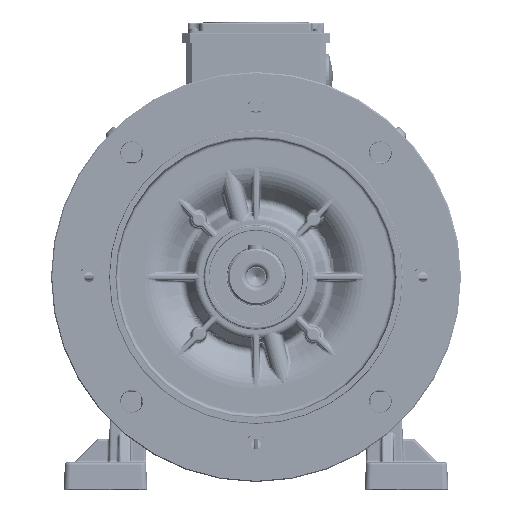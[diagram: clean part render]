
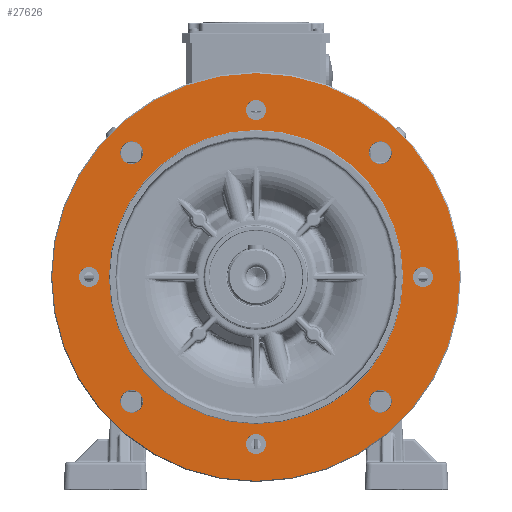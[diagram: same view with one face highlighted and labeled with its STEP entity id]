
A CAD part, top view. The second image highlights one B-rep face of the part: STEP entity #27626.
In plain terms, the highlighted planar face has unit normal (0, 0, 1).
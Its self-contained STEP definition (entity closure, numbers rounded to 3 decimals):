
#10774=FACE_BOUND('',#45292,.T.);
#10775=FACE_BOUND('',#45293,.T.);
#10776=FACE_BOUND('',#45294,.T.);
#10777=FACE_BOUND('',#45295,.T.);
#10778=FACE_BOUND('',#45296,.T.);
#10779=FACE_BOUND('',#45297,.T.);
#10780=FACE_BOUND('',#45298,.T.);
#10781=FACE_BOUND('',#45299,.T.);
#10782=FACE_BOUND('',#45300,.T.);
#10783=FACE_BOUND('',#45301,.T.);
#14726=CIRCLE('',#164102,8.5);
#14729=CIRCLE('',#164107,8.5);
#14731=CIRCLE('',#164111,125.5);
#14732=CIRCLE('',#164113,9.704);
#14733=CIRCLE('',#164114,9.704);
#14734=CIRCLE('',#164115,9.704);
#14735=CIRCLE('',#164116,9.704);
#14736=CIRCLE('',#164117,8.5);
#14737=CIRCLE('',#164118,8.5);
#14738=CIRCLE('',#164119,173.965);
#27626=ADVANCED_FACE('',(#10774,#10775,#10776,#10777,#10778,#10779,#10780,
#10781,#10782,#10783),#30591,.T.);
#30591=PLANE('',#164120);
#45292=EDGE_LOOP('',(#95574));
#45293=EDGE_LOOP('',(#95575));
#45294=EDGE_LOOP('',(#95576));
#45295=EDGE_LOOP('',(#95577));
#45296=EDGE_LOOP('',(#95578));
#45297=EDGE_LOOP('',(#95579));
#45298=EDGE_LOOP('',(#95580));
#45299=EDGE_LOOP('',(#95581));
#45300=EDGE_LOOP('',(#95582));
#45301=EDGE_LOOP('',(#95583));
#95574=ORIENTED_EDGE('',*,*,#139990,.F.);
#95575=ORIENTED_EDGE('',*,*,#139991,.F.);
#95576=ORIENTED_EDGE('',*,*,#139992,.F.);
#95577=ORIENTED_EDGE('',*,*,#139993,.F.);
#95578=ORIENTED_EDGE('',*,*,#139994,.F.);
#95579=ORIENTED_EDGE('',*,*,#139995,.F.);
#95580=ORIENTED_EDGE('',*,*,#139984,.F.);
#95581=ORIENTED_EDGE('',*,*,#139987,.F.);
#95582=ORIENTED_EDGE('',*,*,#139989,.T.);
#95583=ORIENTED_EDGE('',*,*,#139996,.T.);
#117421=VERTEX_POINT('',#291680);
#117424=VERTEX_POINT('',#291688);
#117426=VERTEX_POINT('',#291694);
#117427=VERTEX_POINT('',#291697);
#117428=VERTEX_POINT('',#291699);
#117429=VERTEX_POINT('',#291701);
#117430=VERTEX_POINT('',#291703);
#117431=VERTEX_POINT('',#291705);
#117432=VERTEX_POINT('',#291707);
#117433=VERTEX_POINT('',#291709);
#139984=EDGE_CURVE('',#117421,#117421,#14726,.T.);
#139987=EDGE_CURVE('',#117424,#117424,#14729,.T.);
#139989=EDGE_CURVE('',#117426,#117426,#14731,.T.);
#139990=EDGE_CURVE('',#117427,#117427,#14732,.T.);
#139991=EDGE_CURVE('',#117428,#117428,#14733,.T.);
#139992=EDGE_CURVE('',#117429,#117429,#14734,.T.);
#139993=EDGE_CURVE('',#117430,#117430,#14735,.T.);
#139994=EDGE_CURVE('',#117431,#117431,#14736,.T.);
#139995=EDGE_CURVE('',#117432,#117432,#14737,.T.);
#139996=EDGE_CURVE('',#117433,#117433,#14738,.T.);
#164102=AXIS2_PLACEMENT_3D('',#291679,#193984,#193985);
#164107=AXIS2_PLACEMENT_3D('',#291687,#193994,#193995);
#164111=AXIS2_PLACEMENT_3D('',#291693,#194002,#194003);
#164113=AXIS2_PLACEMENT_3D('',#291696,#194006,#194007);
#164114=AXIS2_PLACEMENT_3D('',#291698,#194008,#194009);
#164115=AXIS2_PLACEMENT_3D('',#291700,#194010,#194011);
#164116=AXIS2_PLACEMENT_3D('',#291702,#194012,#194013);
#164117=AXIS2_PLACEMENT_3D('',#291704,#194014,#194015);
#164118=AXIS2_PLACEMENT_3D('',#291706,#194016,#194017);
#164119=AXIS2_PLACEMENT_3D('',#291708,#194018,#194019);
#164120=AXIS2_PLACEMENT_3D('',#291710,#194020,#194021);
#193984=DIRECTION('',(0.,0.,1.));
#193985=DIRECTION('',(1.,0.,0.));
#193994=DIRECTION('',(0.,0.,1.));
#193995=DIRECTION('',(1.,0.,0.));
#194002=DIRECTION('',(0.,0.,-1.));
#194003=DIRECTION('',(1.,0.,0.));
#194006=DIRECTION('',(0.,0.,1.));
#194007=DIRECTION('',(1.,0.,0.));
#194008=DIRECTION('',(0.,0.,1.));
#194009=DIRECTION('',(1.,0.,0.));
#194010=DIRECTION('',(0.,0.,1.));
#194011=DIRECTION('',(1.,0.,0.));
#194012=DIRECTION('',(0.,0.,1.));
#194013=DIRECTION('',(1.,0.,0.));
#194014=DIRECTION('',(0.,0.,1.));
#194015=DIRECTION('',(1.,0.,0.));
#194016=DIRECTION('',(0.,0.,1.));
#194017=DIRECTION('',(1.,0.,0.));
#194018=DIRECTION('',(0.,0.,1.));
#194019=DIRECTION('',(1.,0.,0.));
#194020=DIRECTION('',(0.,0.,1.));
#194021=DIRECTION('',(1.,0.,0.));
#291679=CARTESIAN_POINT('',(142.5,0.,0.));
#291680=CARTESIAN_POINT('',(151.,0.,0.));
#291687=CARTESIAN_POINT('',(0.,-142.5,0.));
#291688=CARTESIAN_POINT('',(8.5,-142.5,0.));
#291693=CARTESIAN_POINT('',(0.,0.,0.));
#291694=CARTESIAN_POINT('',(125.5,0.,0.));
#291696=CARTESIAN_POINT('',(106.066,-106.066,0.));
#291697=CARTESIAN_POINT('',(115.77,-106.066,0.));
#291698=CARTESIAN_POINT('',(106.066,106.066,0.));
#291699=CARTESIAN_POINT('',(115.77,106.066,0.));
#291700=CARTESIAN_POINT('',(-106.066,106.066,0.));
#291701=CARTESIAN_POINT('',(-96.362,106.066,0.));
#291702=CARTESIAN_POINT('',(-106.066,-106.066,0.));
#291703=CARTESIAN_POINT('',(-96.362,-106.066,0.));
#291704=CARTESIAN_POINT('',(0.,142.5,0.));
#291705=CARTESIAN_POINT('',(8.5,142.5,0.));
#291706=CARTESIAN_POINT('',(-142.5,0.,0.));
#291707=CARTESIAN_POINT('',(-134.,0.,0.));
#291708=CARTESIAN_POINT('',(0.,0.,0.));
#291709=CARTESIAN_POINT('',(173.965,0.,0.));
#291710=CARTESIAN_POINT('',(0.,-179.,0.));
